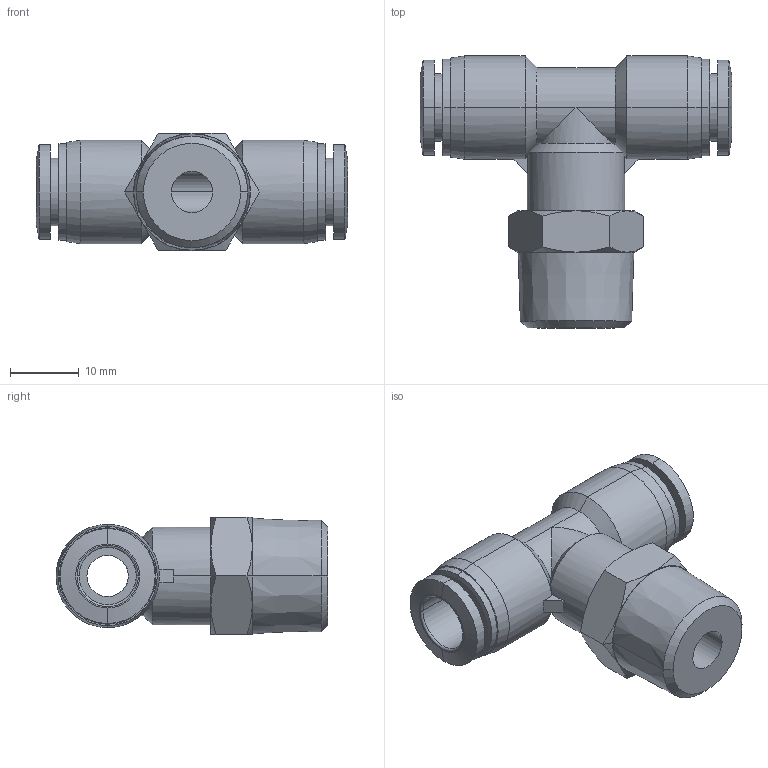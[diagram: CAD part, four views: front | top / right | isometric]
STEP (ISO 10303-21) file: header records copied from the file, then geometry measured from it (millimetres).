
FILE_DESCRIPTION (( 'STEP AP214' ), '1' );
FILE_NAME ('MBT8M-38R.step', '2016-02-24T20:39:10', ( '' ), ( '' ), 'SwSTEP 2.0', 'SolidWorks 2015', '' );
FILE_SCHEMA (( 'AUTOMOTIVE_DESIGN' ));
Length unit declared in the file: inch
Products named in the file (1): MBT8M-38R
Bounding box: 45.2 x 39.5 x 17 mm (x, y, z)
Volume: 8885.2 mm3; surface area: 5660.6 mm2
Topology: 1 solids, 1 shells, 100 faces, 225 edges, 136 vertices
Faces by surface type: cone 38, cylinder 33, plane 25, torus 4
Entity records: 4209 total; most frequent: CARTESIAN_POINT 672, DIRECTION 473, ORIENTED_EDGE 450, EDGE_CURVE 225, AXIS2_PLACEMENT_3D 201, VERTEX_POINT 136, EDGE_LOOP 113, DIMENSIONAL_EXPONENTS 103
